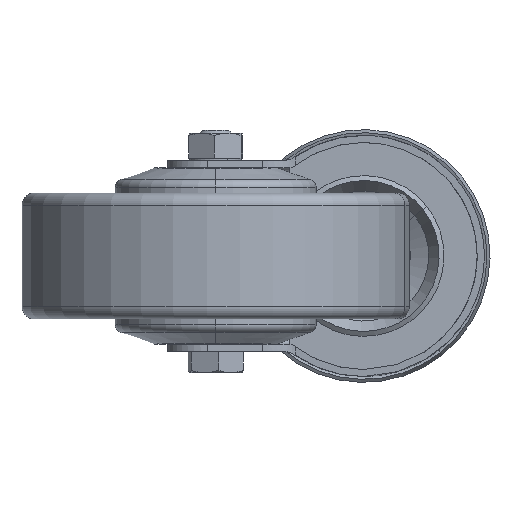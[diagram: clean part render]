
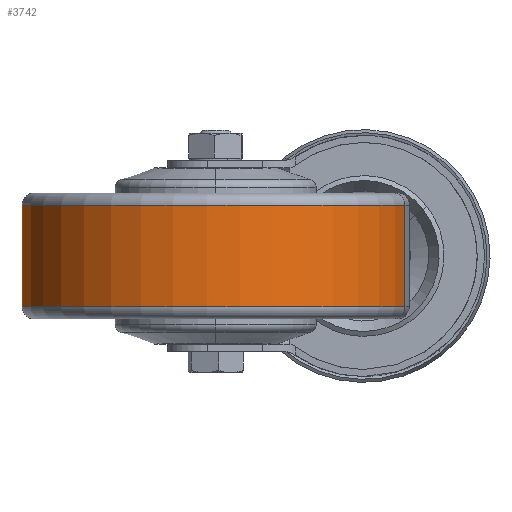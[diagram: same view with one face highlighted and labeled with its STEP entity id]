
A CAD part, front view. The second image highlights one B-rep face of the part: STEP entity #3742.
In plain terms, the highlighted cylindrical face has radius 48.25 mm (diameter 96.5 mm), a partial arc.
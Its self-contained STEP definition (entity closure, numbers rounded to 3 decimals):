
#38 = AXIS2_PLACEMENT_3D ( 'NONE', #2891, #2360, #4857 ) ;
#386 = CYLINDRICAL_SURFACE ( 'NONE', #38, 48.25 ) ;
#514 = ORIENTED_EDGE ( 'NONE', *, *, #6172, .T. ) ;
#952 = CARTESIAN_POINT ( 'NONE',  ( -48.25, 0., 15.65 ) ) ;
#954 = VECTOR ( 'NONE', #6675, 1000. ) ;
#990 = VERTEX_POINT ( 'NONE', #5515 ) ;
#1077 = EDGE_LOOP ( 'NONE', ( #7838, #514, #5192, #3858 ) ) ;
#1415 = EDGE_CURVE ( 'NONE', #3842, #5521, #3179, .T. ) ;
#1445 = CIRCLE ( 'NONE', #5502, 48.25 ) ;
#1760 = LINE ( 'NONE', #6106, #954 ) ;
#1772 = EDGE_CURVE ( 'NONE', #3078, #3842, #2995, .T. ) ;
#2360 = DIRECTION ( 'NONE',  ( 0., 0., -1. ) ) ;
#2891 = CARTESIAN_POINT ( 'NONE',  ( 0., 0., 15.65 ) ) ;
#2995 = LINE ( 'NONE', #952, #7191 ) ;
#3078 = VERTEX_POINT ( 'NONE', #7505 ) ;
#3179 = CIRCLE ( 'NONE', #3289, 48.25 ) ;
#3270 = DIRECTION ( 'NONE',  ( 0., 0., -1. ) ) ;
#3289 = AXIS2_PLACEMENT_3D ( 'NONE', #3656, #7447, #5560 ) ;
#3648 = CARTESIAN_POINT ( 'NONE',  ( -48.25, 0., -12.65 ) ) ;
#3656 = CARTESIAN_POINT ( 'NONE',  ( 0., 0., -12.65 ) ) ;
#3742 = ADVANCED_FACE ( 'NONE', ( #6145 ), #386, .T. ) ;
#3842 = VERTEX_POINT ( 'NONE', #3648 ) ;
#3858 = ORIENTED_EDGE ( 'NONE', *, *, #1415, .T. ) ;
#4090 = CARTESIAN_POINT ( 'NONE',  ( 48.25, 0., -12.65 ) ) ;
#4857 = DIRECTION ( 'NONE',  ( -1., 0., 0. ) ) ;
#5192 = ORIENTED_EDGE ( 'NONE', *, *, #1772, .T. ) ;
#5201 = DIRECTION ( 'NONE',  ( 1., 0., 0. ) ) ;
#5286 = CARTESIAN_POINT ( 'NONE',  ( 0., 0., 12.65 ) ) ;
#5502 = AXIS2_PLACEMENT_3D ( 'NONE', #5286, #3270, #5201 ) ;
#5503 = EDGE_CURVE ( 'NONE', #990, #5521, #1760, .T. ) ;
#5515 = CARTESIAN_POINT ( 'NONE',  ( 48.25, 0., 12.65 ) ) ;
#5521 = VERTEX_POINT ( 'NONE', #4090 ) ;
#5560 = DIRECTION ( 'NONE',  ( 1., 0., 0. ) ) ;
#6093 = DIRECTION ( 'NONE',  ( 0., 0., -1. ) ) ;
#6106 = CARTESIAN_POINT ( 'NONE',  ( 48.25, 0., 15.65 ) ) ;
#6145 = FACE_OUTER_BOUND ( 'NONE', #1077, .T. ) ;
#6172 = EDGE_CURVE ( 'NONE', #990, #3078, #1445, .T. ) ;
#6675 = DIRECTION ( 'NONE',  ( 0., 0., -1. ) ) ;
#7191 = VECTOR ( 'NONE', #6093, 1000. ) ;
#7447 = DIRECTION ( 'NONE',  ( 0., 0., 1. ) ) ;
#7505 = CARTESIAN_POINT ( 'NONE',  ( -48.25, 0., 12.65 ) ) ;
#7838 = ORIENTED_EDGE ( 'NONE', *, *, #5503, .F. ) ;
